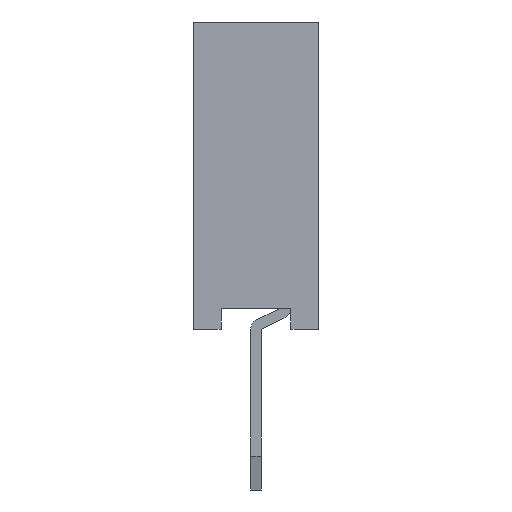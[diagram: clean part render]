
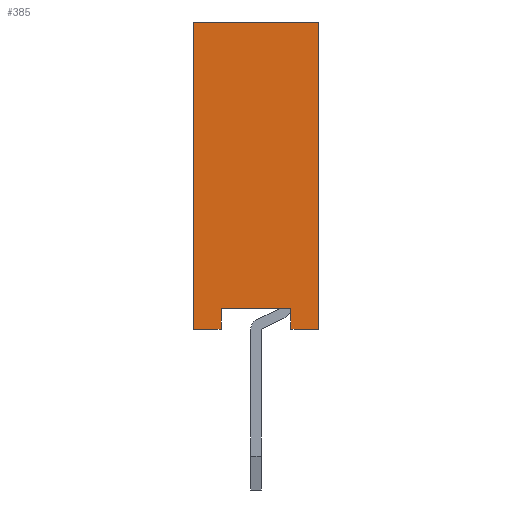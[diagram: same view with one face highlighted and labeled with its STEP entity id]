
A CAD part, left-side view. The second image highlights one B-rep face of the part: STEP entity #385.
In plain terms, the highlighted planar face has unit normal (-1, 0, 0).
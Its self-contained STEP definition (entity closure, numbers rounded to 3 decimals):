
#385=ADVANCED_FACE('',(#14967),#14969,.T.);
#14967=FACE_BOUND('',#14968,.T.);
#14968=EDGE_LOOP('',(#26609,#26610,#26611,#26612,#26613,#26614,#26615,#26616));
#14969=PLANE('',#14970);
#14970=AXIS2_PLACEMENT_3D('',#14971,#14972,#14973);
#14971=CARTESIAN_POINT('',(-0.635,0.9,0.));
#14972=DIRECTION('',(-1.,0.,0.));
#14973=DIRECTION('',(0.,-1.,0.));
#26609=ORIENTED_EDGE('',*,*,#34946,.T.);
#26610=ORIENTED_EDGE('',*,*,#35169,.T.);
#26611=ORIENTED_EDGE('',*,*,#35173,.T.);
#26612=ORIENTED_EDGE('',*,*,#35174,.F.);
#26613=ORIENTED_EDGE('',*,*,#35175,.F.);
#26614=ORIENTED_EDGE('',*,*,#35170,.T.);
#26615=ORIENTED_EDGE('',*,*,#35057,.T.);
#26616=ORIENTED_EDGE('',*,*,#35176,.T.);
#34946=EDGE_CURVE('',#39236,#39233,#39237,.F.);
#35057=EDGE_CURVE('',#39458,#39456,#39459,.F.);
#35169=EDGE_CURVE('',#39233,#39673,#39675,.T.);
#35170=EDGE_CURVE('',#39676,#39458,#39677,.T.);
#35173=EDGE_CURVE('',#39673,#39681,#39682,.T.);
#35174=EDGE_CURVE('',#39683,#39681,#39684,.T.);
#35175=EDGE_CURVE('',#39676,#39683,#39685,.T.);
#35176=EDGE_CURVE('',#39456,#39236,#39686,.T.);
#39233=VERTEX_POINT('',#46241);
#39236=VERTEX_POINT('',#46246);
#39237=LINE('',#46247,#46248);
#39456=VERTEX_POINT('',#46686);
#39458=VERTEX_POINT('',#46690);
#39459=LINE('',#46691,#46692);
#39673=VERTEX_POINT('',#47127);
#39675=LINE('',#47131,#47132);
#39676=VERTEX_POINT('',#47134);
#39677=LINE('',#47135,#47136);
#39681=VERTEX_POINT('',#47145);
#39682=LINE('',#47146,#47147);
#39683=VERTEX_POINT('',#47149);
#39684=LINE('',#47150,#47151);
#39685=LINE('',#47153,#47154);
#39686=LINE('',#47156,#47157);
#46241=CARTESIAN_POINT('',(-0.635,-0.5,0.));
#46246=CARTESIAN_POINT('',(-0.635,-0.5,0.3));
#46247=CARTESIAN_POINT('',(-0.635,-0.5,0.));
#46248=VECTOR('',#46249,1.);
#46249=DIRECTION('',(0.,0.,1.));
#46686=CARTESIAN_POINT('',(-0.635,0.5,0.3));
#46690=CARTESIAN_POINT('',(-0.635,0.5,0.));
#46691=CARTESIAN_POINT('',(-0.635,0.5,0.3));
#46692=VECTOR('',#46693,1.);
#46693=DIRECTION('',(0.,0.,-1.));
#47127=CARTESIAN_POINT('',(-0.635,-0.9,0.));
#47131=CARTESIAN_POINT('',(-0.635,-0.5,0.));
#47132=VECTOR('',#47133,1.);
#47133=DIRECTION('',(0.,-1.,0.));
#47134=CARTESIAN_POINT('',(-0.635,0.9,0.));
#47135=CARTESIAN_POINT('',(-0.635,0.9,0.));
#47136=VECTOR('',#47137,1.);
#47137=DIRECTION('',(0.,-1.,0.));
#47145=CARTESIAN_POINT('',(-0.635,-0.9,4.4));
#47146=CARTESIAN_POINT('',(-0.635,-0.9,0.));
#47147=VECTOR('',#47148,1.);
#47148=DIRECTION('',(0.,0.,1.));
#47149=CARTESIAN_POINT('',(-0.635,0.9,4.4));
#47150=CARTESIAN_POINT('',(-0.635,0.9,4.4));
#47151=VECTOR('',#47152,1.);
#47152=DIRECTION('',(0.,-1.,0.));
#47153=CARTESIAN_POINT('',(-0.635,0.9,0.));
#47154=VECTOR('',#47155,1.);
#47155=DIRECTION('',(0.,0.,1.));
#47156=CARTESIAN_POINT('',(-0.635,0.5,0.3));
#47157=VECTOR('',#47158,1.);
#47158=DIRECTION('',(0.,-1.,0.));
